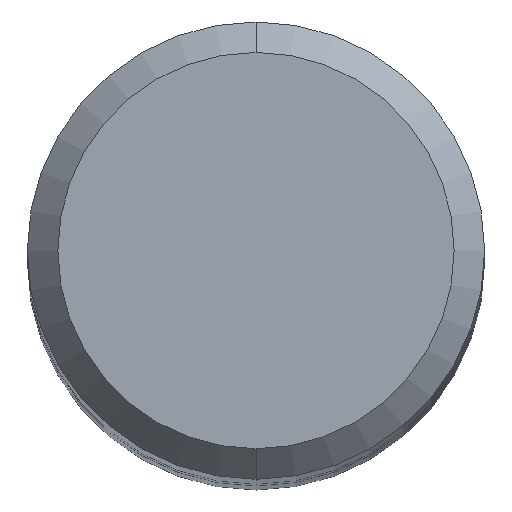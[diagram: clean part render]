
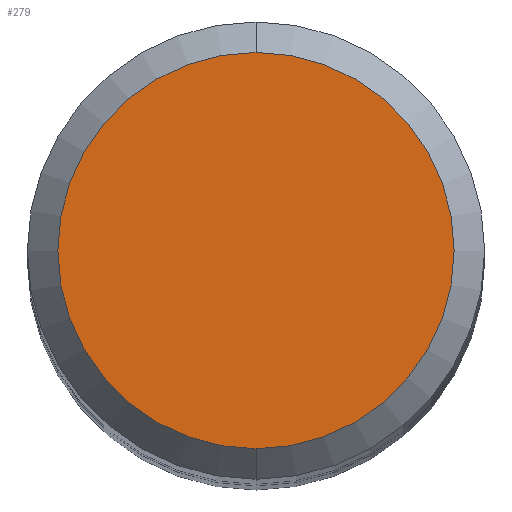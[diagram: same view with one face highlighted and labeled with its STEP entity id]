
A CAD part, top view. The second image highlights one B-rep face of the part: STEP entity #279.
In plain terms, the highlighted planar face has unit normal (0, 0, 1).
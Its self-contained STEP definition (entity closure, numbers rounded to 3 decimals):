
#179=EDGE_CURVE('',#219,#363,#471,.T.);
#219=VERTEX_POINT('',#516);
#279=ADVANCED_FACE('',(#585),#586,.T.);
#363=VERTEX_POINT('',#676);
#383=EDGE_CURVE('',#363,#219,#697,.T.);
#471=CIRCLE('',#799,2.6);
#516=CARTESIAN_POINT('',(0.0,2.6,0.0));
#585=FACE_OUTER_BOUND('',#975,.T.);
#586=PLANE('',#976);
#676=CARTESIAN_POINT('',(0.,-2.6,0.0));
#697=CIRCLE('',#1256,2.6);
#799=AXIS2_PLACEMENT_3D('',#1400,#1401,#1402);
#975=EDGE_LOOP('',(#1556,#1557));
#976=AXIS2_PLACEMENT_3D('',#1558,#1559,#1560);
#1256=AXIS2_PLACEMENT_3D('',#1648,#1649,#1650);
#1400=CARTESIAN_POINT('',(0.0,0.0,0.0));
#1401=DIRECTION('',(0.0,0.0,-1.0));
#1402=DIRECTION('',(0.0,1.0,0.0));
#1556=ORIENTED_EDGE('',*,*,#179,.F.);
#1557=ORIENTED_EDGE('',*,*,#383,.F.);
#1558=CARTESIAN_POINT('',(0.0,1.3,0.0));
#1559=DIRECTION('',(-0.0,0.0,1.0));
#1560=DIRECTION('',(0.0,-1.0,0.0));
#1648=CARTESIAN_POINT('',(0.0,0.0,0.0));
#1649=DIRECTION('',(0.0,0.0,-1.0));
#1650=DIRECTION('',(0.0,1.0,0.0));
